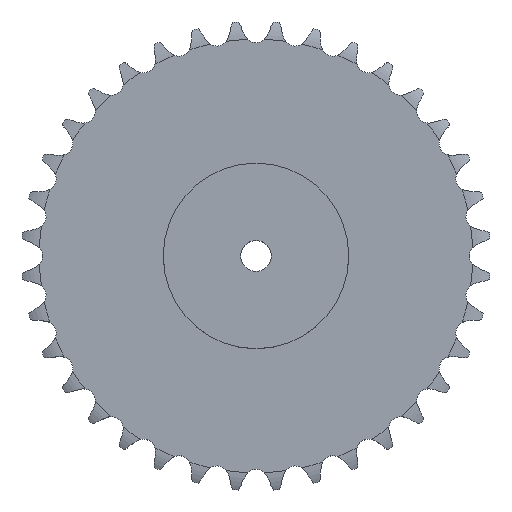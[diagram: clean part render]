
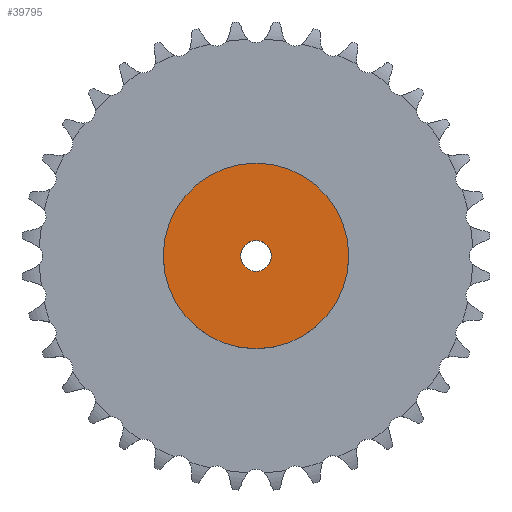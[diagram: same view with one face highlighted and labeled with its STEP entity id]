
A CAD part, top view. The second image highlights one B-rep face of the part: STEP entity #39795.
In plain terms, the highlighted planar face has unit normal (0, 0, 1).
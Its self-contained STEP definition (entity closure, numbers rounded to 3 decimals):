
#4497 = CYLINDRICAL_SURFACE('',#4498,75.);
#4498 = AXIS2_PLACEMENT_3D('',#4499,#4500,#4501);
#4499 = CARTESIAN_POINT('',(0.,0.,0.));
#4500 = DIRECTION('',(-0.,-0.,-1.));
#4501 = DIRECTION('',(1.,0.,0.));
#24938 = VERTEX_POINT('',#24939);
#24939 = CARTESIAN_POINT('',(75.,0.,55.));
#24960 = EDGE_CURVE('',#24938,#24938,#24961,.T.);
#24961 = SURFACE_CURVE('',#24962,(#24967,#24974),.PCURVE_S1.);
#24962 = CIRCLE('',#24963,75.);
#24963 = AXIS2_PLACEMENT_3D('',#24964,#24965,#24966);
#24964 = CARTESIAN_POINT('',(0.,0.,55.));
#24965 = DIRECTION('',(0.,0.,1.));
#24966 = DIRECTION('',(1.,0.,0.));
#24967 = PCURVE('',#4497,#24968);
#24968 = DEFINITIONAL_REPRESENTATION('',(#24969),#24973);
#24969 = LINE('',#24970,#24971);
#24970 = CARTESIAN_POINT('',(-0.,-55.));
#24971 = VECTOR('',#24972,1.);
#24972 = DIRECTION('',(-1.,0.));
#24973 = ( GEOMETRIC_REPRESENTATION_CONTEXT(2) 
PARAMETRIC_REPRESENTATION_CONTEXT() REPRESENTATION_CONTEXT('2D SPACE',''
  ) );
#24974 = PCURVE('',#24975,#24980);
#24975 = PLANE('',#24976);
#24976 = AXIS2_PLACEMENT_3D('',#24977,#24978,#24979);
#24977 = CARTESIAN_POINT('',(0.,0.,55.)
  );
#24978 = DIRECTION('',(0.,0.,1.));
#24979 = DIRECTION('',(1.,0.,0.));
#24980 = DEFINITIONAL_REPRESENTATION('',(#24981),#24985);
#24981 = CIRCLE('',#24982,75.);
#24982 = AXIS2_PLACEMENT_2D('',#24983,#24984);
#24983 = CARTESIAN_POINT('',(0.,0.));
#24984 = DIRECTION('',(1.,0.));
#24985 = ( GEOMETRIC_REPRESENTATION_CONTEXT(2) 
PARAMETRIC_REPRESENTATION_CONTEXT() REPRESENTATION_CONTEXT('2D SPACE',''
  ) );
#33869 = CYLINDRICAL_SURFACE('',#33870,12.5);
#33870 = AXIS2_PLACEMENT_3D('',#33871,#33872,#33873);
#33871 = CARTESIAN_POINT('',(0.,0.,568.435));
#33872 = DIRECTION('',(0.,0.,1.));
#33873 = DIRECTION('',(1.,0.,0.));
#39795 = ADVANCED_FACE('',(#39796,#39799),#24975,.T.);
#39796 = FACE_BOUND('',#39797,.T.);
#39797 = EDGE_LOOP('',(#39798));
#39798 = ORIENTED_EDGE('',*,*,#24960,.T.);
#39799 = FACE_BOUND('',#39800,.T.);
#39800 = EDGE_LOOP('',(#39801));
#39801 = ORIENTED_EDGE('',*,*,#39802,.F.);
#39802 = EDGE_CURVE('',#39803,#39803,#39805,.T.);
#39803 = VERTEX_POINT('',#39804);
#39804 = CARTESIAN_POINT('',(12.5,0.,55.));
#39805 = SURFACE_CURVE('',#39806,(#39811,#39818),.PCURVE_S1.);
#39806 = CIRCLE('',#39807,12.5);
#39807 = AXIS2_PLACEMENT_3D('',#39808,#39809,#39810);
#39808 = CARTESIAN_POINT('',(0.,0.,55.));
#39809 = DIRECTION('',(0.,0.,1.));
#39810 = DIRECTION('',(1.,0.,0.));
#39811 = PCURVE('',#24975,#39812);
#39812 = DEFINITIONAL_REPRESENTATION('',(#39813),#39817);
#39813 = CIRCLE('',#39814,12.5);
#39814 = AXIS2_PLACEMENT_2D('',#39815,#39816);
#39815 = CARTESIAN_POINT('',(0.,0.));
#39816 = DIRECTION('',(1.,0.));
#39817 = ( GEOMETRIC_REPRESENTATION_CONTEXT(2) 
PARAMETRIC_REPRESENTATION_CONTEXT() REPRESENTATION_CONTEXT('2D SPACE',''
  ) );
#39818 = PCURVE('',#33869,#39819);
#39819 = DEFINITIONAL_REPRESENTATION('',(#39820),#39824);
#39820 = LINE('',#39821,#39822);
#39821 = CARTESIAN_POINT('',(0.,-513.435));
#39822 = VECTOR('',#39823,1.);
#39823 = DIRECTION('',(1.,0.));
#39824 = ( GEOMETRIC_REPRESENTATION_CONTEXT(2) 
PARAMETRIC_REPRESENTATION_CONTEXT() REPRESENTATION_CONTEXT('2D SPACE',''
  ) );
